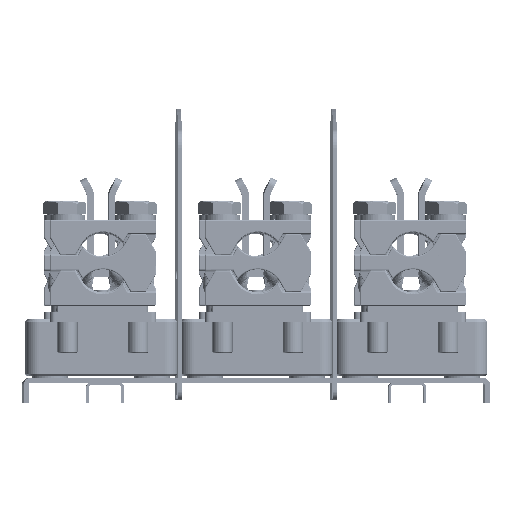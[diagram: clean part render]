
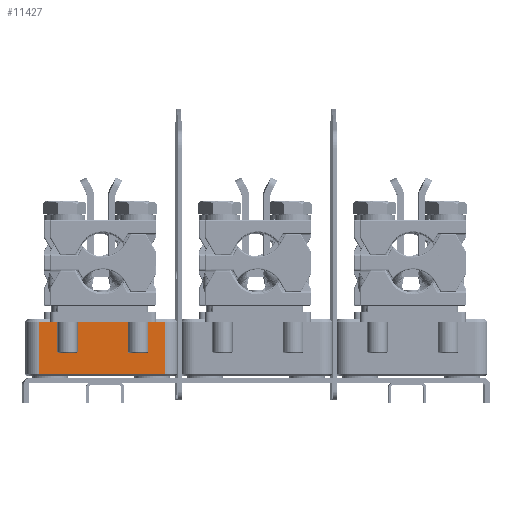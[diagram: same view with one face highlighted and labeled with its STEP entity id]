
A CAD part, front view. The second image highlights one B-rep face of the part: STEP entity #11427.
In plain terms, the highlighted face is planar.
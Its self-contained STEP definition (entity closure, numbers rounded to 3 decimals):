
#9371=DIRECTION('',(0.,-1.,0.));
#9372=VECTOR('',#9371,20.7);
#9373=CARTESIAN_POINT('',(-25.,22.2,25.));
#9374=LINE('',#9373,#9372);
#9400=DIRECTION('',(1.,0.,0.));
#9401=VECTOR('',#9400,50.);
#9402=CARTESIAN_POINT('',(-25.,1.5,25.));
#9403=LINE('',#9402,#9401);
#9407=DIRECTION('',(0.,-1.,0.));
#9408=VECTOR('',#9407,0.5);
#9409=CARTESIAN_POINT('',(-5.,26.,25.));
#9410=LINE('',#9409,#9408);
#9414=DIRECTION('',(1.,0.,0.));
#9415=VECTOR('',#9414,10.);
#9416=CARTESIAN_POINT('',(-5.,25.5,25.));
#9417=LINE('',#9416,#9415);
#9421=DIRECTION('',(1.,0.,0.));
#9422=VECTOR('',#9421,12.);
#9423=CARTESIAN_POINT('',(5.,26.,25.));
#9424=LINE('',#9423,#9422);
#9428=DIRECTION('',(0.819,-0.574,0.));
#9429=VECTOR('',#9428,0.819);
#9430=CARTESIAN_POINT('',(17.,26.,25.));
#9431=LINE('',#9430,#9429);
#9435=DIRECTION('',(0.342,-0.94,0.));
#9436=VECTOR('',#9435,1.98);
#9437=CARTESIAN_POINT('',(17.671,25.53,25.));
#9438=LINE('',#9437,#9436);
#9442=DIRECTION('',(0.819,-0.574,0.));
#9443=VECTOR('',#9442,2.563);
#9444=CARTESIAN_POINT('',(18.348,23.67,25.));
#9445=LINE('',#9444,#9443);
#9449=DIRECTION('',(0.819,0.574,0.));
#9450=VECTOR('',#9449,2.563);
#9451=CARTESIAN_POINT('',(-20.447,22.2,25.));
#9452=LINE('',#9451,#9450);
#9456=DIRECTION('',(0.342,0.94,0.));
#9457=VECTOR('',#9456,1.98);
#9458=CARTESIAN_POINT('',(-18.348,23.67,25.));
#9459=LINE('',#9458,#9457);
#9463=DIRECTION('',(0.819,0.574,0.));
#9464=VECTOR('',#9463,0.819);
#9465=CARTESIAN_POINT('',(-17.671,25.53,25.));
#9466=LINE('',#9465,#9464);
#9470=DIRECTION('',(1.,0.,0.));
#9471=VECTOR('',#9470,12.);
#9472=CARTESIAN_POINT('',(-17.,26.,25.));
#9473=LINE('',#9472,#9471);
#9561=DIRECTION('',(-1.,0.,0.));
#9562=VECTOR('',#9561,4.553);
#9563=CARTESIAN_POINT('',(-20.447,22.2,25.));
#9564=LINE('',#9563,#9562);
#9603=DIRECTION('',(-1.,0.,0.));
#9604=VECTOR('',#9603,4.553);
#9605=CARTESIAN_POINT('',(25.,22.2,25.));
#9606=LINE('',#9605,#9604);
#9639=DIRECTION('',(0.,1.,0.));
#9640=VECTOR('',#9639,20.7);
#9641=CARTESIAN_POINT('',(25.,1.5,25.));
#9642=LINE('',#9641,#9640);
#10417=DIRECTION('',(0.,-1.,0.));
#10418=VECTOR('',#10417,0.5);
#10419=CARTESIAN_POINT('',(5.,26.,25.));
#10420=LINE('',#10419,#10418);
#10683=CARTESIAN_POINT('',(-25.,22.2,25.));
#10684=VERTEX_POINT('',#10683);
#10686=CARTESIAN_POINT('',(-25.,1.5,25.));
#10688=VERTEX_POINT('',#10686);
#10693=CARTESIAN_POINT('',(25.,1.5,25.));
#10694=VERTEX_POINT('',#10693);
#10697=CARTESIAN_POINT('',(-5.,26.,25.));
#10698=CARTESIAN_POINT('',(-5.,25.5,25.));
#10699=VERTEX_POINT('',#10697);
#10700=VERTEX_POINT('',#10698);
#10701=CARTESIAN_POINT('',(5.,25.5,25.));
#10702=VERTEX_POINT('',#10701);
#10703=CARTESIAN_POINT('',(5.,26.,25.));
#10704=VERTEX_POINT('',#10703);
#10705=CARTESIAN_POINT('',(17.,26.,25.));
#10706=VERTEX_POINT('',#10705);
#10707=CARTESIAN_POINT('',(17.671,25.53,25.));
#10708=VERTEX_POINT('',#10707);
#10709=CARTESIAN_POINT('',(18.348,23.67,25.));
#10710=VERTEX_POINT('',#10709);
#10711=CARTESIAN_POINT('',(20.447,22.2,25.));
#10712=VERTEX_POINT('',#10711);
#10713=CARTESIAN_POINT('',(25.,22.2,25.));
#10714=VERTEX_POINT('',#10713);
#10715=CARTESIAN_POINT('',(-20.447,22.2,25.));
#10716=VERTEX_POINT('',#10715);
#10717=CARTESIAN_POINT('',(-18.348,23.67,25.));
#10718=VERTEX_POINT('',#10717);
#10719=CARTESIAN_POINT('',(-17.671,25.53,25.));
#10720=VERTEX_POINT('',#10719);
#10721=CARTESIAN_POINT('',(-17.,26.,25.));
#10722=VERTEX_POINT('',#10721);
#11390=CARTESIAN_POINT('',(-25.,0.,25.));
#11391=DIRECTION('',(0.,0.,1.));
#11392=DIRECTION('',(1.,0.,0.));
#11393=AXIS2_PLACEMENT_3D('',#11390,#11391,#11392);
#11394=PLANE('',#11393);
#11396=ORIENTED_EDGE('',*,*,#11395,.T.);
#11398=ORIENTED_EDGE('',*,*,#11397,.T.);
#11400=ORIENTED_EDGE('',*,*,#11399,.F.);
#11402=ORIENTED_EDGE('',*,*,#11401,.T.);
#11404=ORIENTED_EDGE('',*,*,#11403,.T.);
#11406=ORIENTED_EDGE('',*,*,#11405,.T.);
#11408=ORIENTED_EDGE('',*,*,#11407,.T.);
#11410=ORIENTED_EDGE('',*,*,#11409,.F.);
#11412=ORIENTED_EDGE('',*,*,#11411,.F.);
#11413=ORIENTED_EDGE('',*,*,#11380,.F.);
#11414=ORIENTED_EDGE('',*,*,#11355,.F.);
#11416=ORIENTED_EDGE('',*,*,#11415,.F.);
#11418=ORIENTED_EDGE('',*,*,#11417,.T.);
#11420=ORIENTED_EDGE('',*,*,#11419,.T.);
#11422=ORIENTED_EDGE('',*,*,#11421,.T.);
#11424=ORIENTED_EDGE('',*,*,#11423,.T.);
#11425=EDGE_LOOP('',(#11396,#11398,#11400,#11402,#11404,#11406,#11408,#11410,
#11412,#11413,#11414,#11416,#11418,#11420,#11422,#11424));
#11426=FACE_OUTER_BOUND('',#11425,.F.);
#11355=EDGE_CURVE('',#10684,#10688,#9374,.T.);
#11380=EDGE_CURVE('',#10688,#10694,#9403,.T.);
#11395=EDGE_CURVE('',#10699,#10700,#9410,.T.);
#11397=EDGE_CURVE('',#10700,#10702,#9417,.T.);
#11399=EDGE_CURVE('',#10704,#10702,#10420,.T.);
#11401=EDGE_CURVE('',#10704,#10706,#9424,.T.);
#11403=EDGE_CURVE('',#10706,#10708,#9431,.T.);
#11405=EDGE_CURVE('',#10708,#10710,#9438,.T.);
#11407=EDGE_CURVE('',#10710,#10712,#9445,.T.);
#11409=EDGE_CURVE('',#10714,#10712,#9606,.T.);
#11411=EDGE_CURVE('',#10694,#10714,#9642,.T.);
#11415=EDGE_CURVE('',#10716,#10684,#9564,.T.);
#11417=EDGE_CURVE('',#10716,#10718,#9452,.T.);
#11419=EDGE_CURVE('',#10718,#10720,#9459,.T.);
#11421=EDGE_CURVE('',#10720,#10722,#9466,.T.);
#11423=EDGE_CURVE('',#10722,#10699,#9473,.T.);
#11427=ADVANCED_FACE('',(#11426),#11394,.T.);
